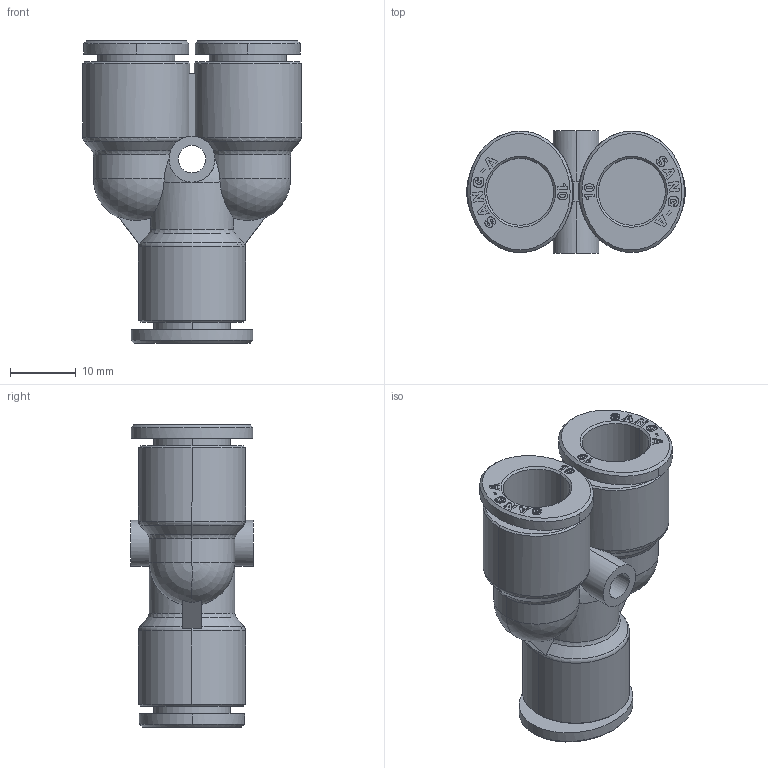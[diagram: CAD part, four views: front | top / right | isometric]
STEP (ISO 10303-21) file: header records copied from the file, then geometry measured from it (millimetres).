
FILE_DESCRIPTION((''),'2;1');
FILE_NAME('GPY 10(3D).stp','2012-12-26T19:07:50',(''),(''),'Mechanical Desktop.R8.0.24.0','Mechanical Desktop.R8.0.24.0',', , ');
FILE_SCHEMA(('CONFIG_CONTROL_DESIGN'));
Length unit declared in the file: millimetre
Products named in the file (2): GPY 10(3D); ºÎÇ°1
Assembly tree (1 placements, depth 2):
  GPY 10(3D)
    ºÎÇ°1
Bounding box: 33.3 x 18.7 x 46 mm (x, y, z)
Volume: 8877.1 mm3; surface area: 7101.3 mm2
Topology: 1 solids, 1 shells, 1256 faces, 3613 edges, 2397 vertices
Faces by surface type: plane 1155, cylinder 33, bspline 30, cone 24, sphere 8, torus 6
Entity records: 42130 total; most frequent: CARTESIAN_POINT 9249, ORIENTED_EDGE 7218, DIRECTION 6103, EDGE_CURVE 3609, VECTOR 3377, LINE 3377, VERTEX_POINT 2397, AXIS2_PLACEMENT_3D 1363
